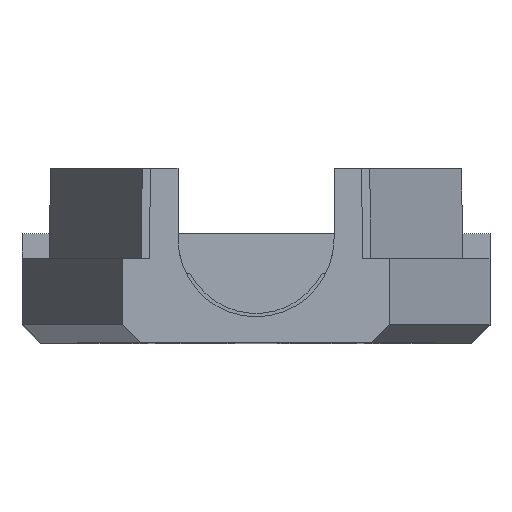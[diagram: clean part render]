
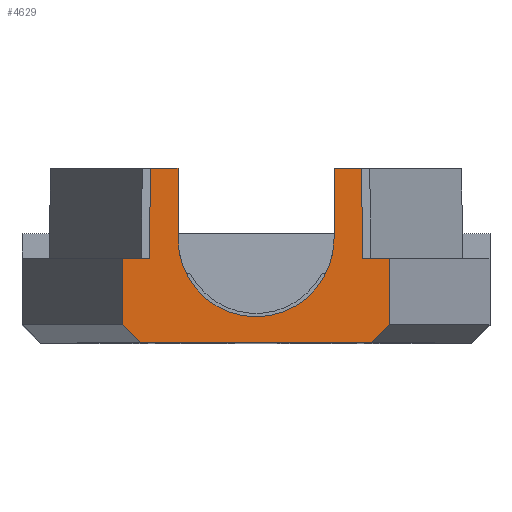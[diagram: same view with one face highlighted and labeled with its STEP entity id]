
A CAD part, top view. The second image highlights one B-rep face of the part: STEP entity #4629.
In plain terms, the highlighted planar face has unit normal (0, 0, 1).
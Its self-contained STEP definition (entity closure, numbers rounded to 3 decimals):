
#23 = CARTESIAN_POINT ( 'NONE',  ( 6.3, 0., -59.611 ) ) ;
#27 = DIRECTION ( 'NONE',  ( 1., 0., 0. ) ) ;
#211 = VERTEX_POINT ( 'NONE', #4118 ) ;
#355 = VERTEX_POINT ( 'NONE', #928 ) ;
#406 = VERTEX_POINT ( 'NONE', #1203 ) ;
#426 = ORIENTED_EDGE ( 'NONE', *, *, #2925, .T. ) ;
#562 = ORIENTED_EDGE ( 'NONE', *, *, #1239, .F. ) ;
#651 = CARTESIAN_POINT ( 'NONE',  ( -12.75, 9.5, -59.611 ) ) ;
#670 = LINE ( 'NONE', #3868, #1565 ) ;
#705 = LINE ( 'NONE', #4037, #2513 ) ;
#717 = DIRECTION ( 'NONE',  ( -0.009, 1., 0. ) ) ;
#779 = VECTOR ( 'NONE', #3505, 1000. ) ;
#787 = AXIS2_PLACEMENT_3D ( 'NONE', #1442, #2738, #1089 ) ;
#839 = EDGE_CURVE ( 'NONE', #4586, #355, #705, .T. ) ;
#928 = CARTESIAN_POINT ( 'NONE',  ( -5.757, 9.5, -59.611 ) ) ;
#1006 = CARTESIAN_POINT ( 'NONE',  ( -4.25, 10., -59.611 ) ) ;
#1089 = DIRECTION ( 'NONE',  ( -1., 0., 0. ) ) ;
#1099 = CARTESIAN_POINT ( 'NONE',  ( 5.752, 10.114, -59.611 ) ) ;
#1118 = ORIENTED_EDGE ( 'NONE', *, *, #2340, .F. ) ;
#1127 = AXIS2_PLACEMENT_3D ( 'NONE', #3775, #3797, #1698 ) ;
#1203 = CARTESIAN_POINT ( 'NONE',  ( 7.3, 4.6, -59.611 ) ) ;
#1239 = EDGE_CURVE ( 'NONE', #4539, #4586, #3885, .T. ) ;
#1245 = ORIENTED_EDGE ( 'NONE', *, *, #1373, .T. ) ;
#1298 = ORIENTED_EDGE ( 'NONE', *, *, #5071, .T. ) ;
#1372 = DIRECTION ( 'NONE',  ( 1., 0., 0. ) ) ;
#1373 = EDGE_CURVE ( 'NONE', #4539, #4323, #1563, .T. ) ;
#1392 = VERTEX_POINT ( 'NONE', #5309 ) ;
#1441 = EDGE_CURVE ( 'NONE', #2518, #2320, #4808, .T. ) ;
#1442 = CARTESIAN_POINT ( 'NONE',  ( -7.3, 10., -59.611 ) ) ;
#1458 = LINE ( 'NONE', #3548, #3995 ) ;
#1470 = LINE ( 'NONE', #651, #779 ) ;
#1548 = VECTOR ( 'NONE', #717, 1000. ) ;
#1563 = LINE ( 'NONE', #2353, #2345 ) ;
#1565 = VECTOR ( 'NONE', #1815, 1000. ) ;
#1580 = VERTEX_POINT ( 'NONE', #2987 ) ;
#1684 = EDGE_CURVE ( 'NONE', #4211, #3964, #4749, .T. ) ;
#1698 = DIRECTION ( 'NONE',  ( -1., 0., 0. ) ) ;
#1732 = CIRCLE ( 'NONE', #1127, 4.25 ) ;
#1772 = ORIENTED_EDGE ( 'NONE', *, *, #3733, .T. ) ;
#1773 = DIRECTION ( 'NONE',  ( 0., 1., 0. ) ) ;
#1815 = DIRECTION ( 'NONE',  ( 0.707, 0.707, 0. ) ) ;
#1832 = ORIENTED_EDGE ( 'NONE', *, *, #839, .F. ) ;
#1898 = PLANE ( 'NONE',  #787 ) ;
#2148 = VECTOR ( 'NONE', #27, 1000. ) ;
#2168 = EDGE_CURVE ( 'NONE', #1580, #3550, #4181, .T. ) ;
#2182 = CARTESIAN_POINT ( 'NONE',  ( -12.75, 9.5, -59.611 ) ) ;
#2193 = CARTESIAN_POINT ( 'NONE',  ( -7.3, 1., -59.611 ) ) ;
#2320 = VERTEX_POINT ( 'NONE', #2703 ) ;
#2340 = EDGE_CURVE ( 'NONE', #2518, #406, #3489, .T. ) ;
#2345 = VECTOR ( 'NONE', #4001, 1000. ) ;
#2353 = CARTESIAN_POINT ( 'NONE',  ( -7.3, 10., -59.611 ) ) ;
#2390 = ORIENTED_EDGE ( 'NONE', *, *, #1441, .T. ) ;
#2513 = VECTOR ( 'NONE', #5320, 1000. ) ;
#2518 = VERTEX_POINT ( 'NONE', #4216 ) ;
#2583 = LINE ( 'NONE', #2182, #4282 ) ;
#2591 = EDGE_CURVE ( 'NONE', #3420, #4211, #1732, .T. ) ;
#2631 = FACE_OUTER_BOUND ( 'NONE', #4979, .T. ) ;
#2680 = ORIENTED_EDGE ( 'NONE', *, *, #4161, .F. ) ;
#2702 = EDGE_CURVE ( 'NONE', #1392, #2320, #1470, .T. ) ;
#2703 = CARTESIAN_POINT ( 'NONE',  ( 5.757, 9.5, -59.611 ) ) ;
#2719 = CARTESIAN_POINT ( 'NONE',  ( -7.3, 1., -59.611 ) ) ;
#2738 = DIRECTION ( 'NONE',  ( 0., 0., -1. ) ) ;
#2925 = EDGE_CURVE ( 'NONE', #3550, #211, #670, .T. ) ;
#2987 = CARTESIAN_POINT ( 'NONE',  ( -6.3, 0., -59.611 ) ) ;
#3004 = CARTESIAN_POINT ( 'NONE',  ( -7.3, 4.6, -59.611 ) ) ;
#3055 = LINE ( 'NONE', #2193, #4518 ) ;
#3079 = DIRECTION ( 'NONE',  ( 0.707, -0.707, 0. ) ) ;
#3420 = VERTEX_POINT ( 'NONE', #4467 ) ;
#3489 = LINE ( 'NONE', #4277, #5372 ) ;
#3505 = DIRECTION ( 'NONE',  ( 1., 0., 0. ) ) ;
#3548 = CARTESIAN_POINT ( 'NONE',  ( 7.3, 10., -59.611 ) ) ;
#3550 = VERTEX_POINT ( 'NONE', #23 ) ;
#3556 = CARTESIAN_POINT ( 'NONE',  ( -4.25, 9.5, -59.611 ) ) ;
#3652 = VECTOR ( 'NONE', #4486, 1000. ) ;
#3726 = VECTOR ( 'NONE', #1372, 1000. ) ;
#3733 = EDGE_CURVE ( 'NONE', #1392, #3420, #5222, .T. ) ;
#3775 = CARTESIAN_POINT ( 'NONE',  ( 0., 5.65, -59.611 ) ) ;
#3797 = DIRECTION ( 'NONE',  ( 0., 0., -1. ) ) ;
#3866 = ORIENTED_EDGE ( 'NONE', *, *, #5079, .F. ) ;
#3868 = CARTESIAN_POINT ( 'NONE',  ( 7.3, 1., -59.611 ) ) ;
#3885 = LINE ( 'NONE', #4275, #3726 ) ;
#3899 = DIRECTION ( 'NONE',  ( 0., -1., 0. ) ) ;
#3964 = VERTEX_POINT ( 'NONE', #3556 ) ;
#3995 = VECTOR ( 'NONE', #3899, 1000. ) ;
#4001 = DIRECTION ( 'NONE',  ( 0., -1., 0. ) ) ;
#4034 = ORIENTED_EDGE ( 'NONE', *, *, #2591, .T. ) ;
#4037 = CARTESIAN_POINT ( 'NONE',  ( -5.8, 4.6, -59.611 ) ) ;
#4076 = VECTOR ( 'NONE', #1773, 1000. ) ;
#4118 = CARTESIAN_POINT ( 'NONE',  ( 7.3, 1., -59.611 ) ) ;
#4148 = CARTESIAN_POINT ( 'NONE',  ( -7.3, 0., -59.611 ) ) ;
#4155 = ORIENTED_EDGE ( 'NONE', *, *, #2702, .F. ) ;
#4161 = EDGE_CURVE ( 'NONE', #355, #3964, #2583, .T. ) ;
#4181 = LINE ( 'NONE', #4148, #2148 ) ;
#4211 = VERTEX_POINT ( 'NONE', #5106 ) ;
#4216 = CARTESIAN_POINT ( 'NONE',  ( 5.8, 4.6, -59.611 ) ) ;
#4247 = DIRECTION ( 'NONE',  ( 1., 0., 0. ) ) ;
#4275 = CARTESIAN_POINT ( 'NONE',  ( -7.3, 4.6, -59.611 ) ) ;
#4277 = CARTESIAN_POINT ( 'NONE',  ( 5.8, 4.6, -59.611 ) ) ;
#4282 = VECTOR ( 'NONE', #4247, 1000. ) ;
#4323 = VERTEX_POINT ( 'NONE', #2719 ) ;
#4467 = CARTESIAN_POINT ( 'NONE',  ( 4.25, 5.65, -59.611 ) ) ;
#4486 = DIRECTION ( 'NONE',  ( 0., -1., 0. ) ) ;
#4518 = VECTOR ( 'NONE', #3079, 1000. ) ;
#4539 = VERTEX_POINT ( 'NONE', #3004 ) ;
#4586 = VERTEX_POINT ( 'NONE', #4774 ) ;
#4629 = ADVANCED_FACE ( 'NONE', ( #2631 ), #1898, .F. ) ;
#4730 = DIRECTION ( 'NONE',  ( 1., 0., 0. ) ) ;
#4749 = LINE ( 'NONE', #1006, #4076 ) ;
#4774 = CARTESIAN_POINT ( 'NONE',  ( -5.8, 4.6, -59.611 ) ) ;
#4791 = ORIENTED_EDGE ( 'NONE', *, *, #2168, .T. ) ;
#4808 = LINE ( 'NONE', #1099, #1548 ) ;
#4979 = EDGE_LOOP ( 'NONE', ( #2680, #1832, #562, #1245, #1298, #4791, #426, #3866, #1118, #2390, #4155, #1772, #4034, #5051 ) ) ;
#5051 = ORIENTED_EDGE ( 'NONE', *, *, #1684, .T. ) ;
#5071 = EDGE_CURVE ( 'NONE', #4323, #1580, #3055, .T. ) ;
#5079 = EDGE_CURVE ( 'NONE', #406, #211, #1458, .T. ) ;
#5106 = CARTESIAN_POINT ( 'NONE',  ( -4.25, 5.65, -59.611 ) ) ;
#5222 = LINE ( 'NONE', #5307, #3652 ) ;
#5307 = CARTESIAN_POINT ( 'NONE',  ( 4.25, 10., -59.611 ) ) ;
#5309 = CARTESIAN_POINT ( 'NONE',  ( 4.25, 9.5, -59.611 ) ) ;
#5320 = DIRECTION ( 'NONE',  ( 0.009, 1., 0. ) ) ;
#5372 = VECTOR ( 'NONE', #4730, 1000. ) ;
